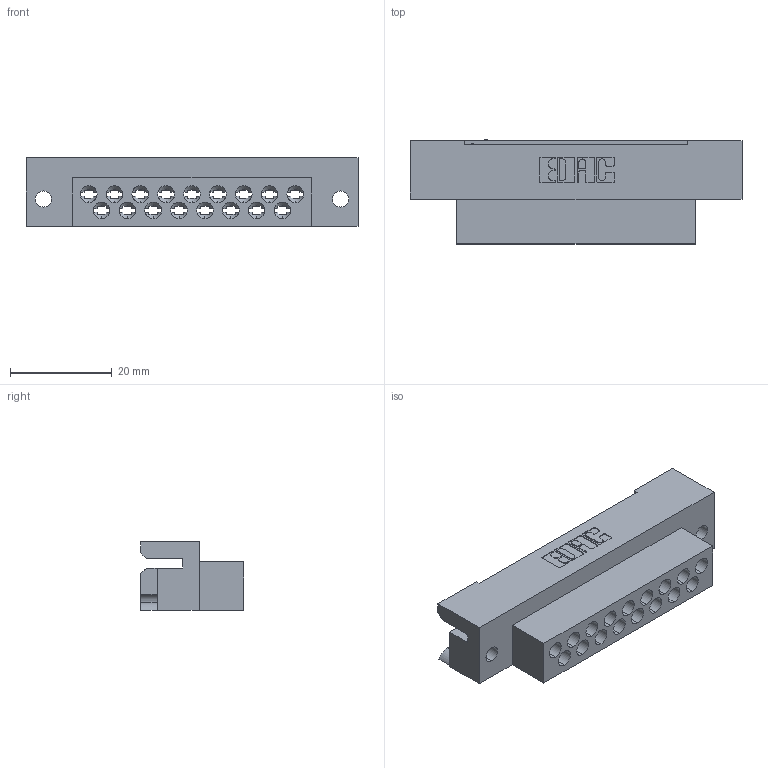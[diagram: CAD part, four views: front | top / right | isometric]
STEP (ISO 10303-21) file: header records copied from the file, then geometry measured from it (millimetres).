
FILE_DESCRIPTION (( 'STEP AP203' ), '1' );
FILE_NAME ('438-017-000-112.STEP', '2020-03-12T20:20:47', ( '' ), ( '' ), 'SwSTEP 2.0', 'SolidWorks 2016', '' );
FILE_SCHEMA (( 'CONFIG_CONTROL_DESIGN' ));
Length unit declared in the file: millimetre
Products named in the file (2): 438-210-001_438-210-017-112; 438-017-000-112
Assembly tree (1 placements, depth 2):
  438-017-000-112
    438-210-001_438-210-017-112
Bounding box: 65.28 x 20.45 x 13.49 mm (x, y, z)
Volume: 9697.1 mm3; surface area: 9232.5 mm2
Topology: 1 solids, 1 shells, 598 faces, 1762 edges, 1157 vertices
Faces by surface type: plane 441, cylinder 84, cone 51, bspline 22
Entity records: 21119 total; most frequent: CARTESIAN_POINT 5219, ORIENTED_EDGE 3524, DIRECTION 2963, EDGE_CURVE 1762, LINE 1225, VECTOR 1225, VERTEX_POINT 1157, AXIS2_PLACEMENT_3D 869
